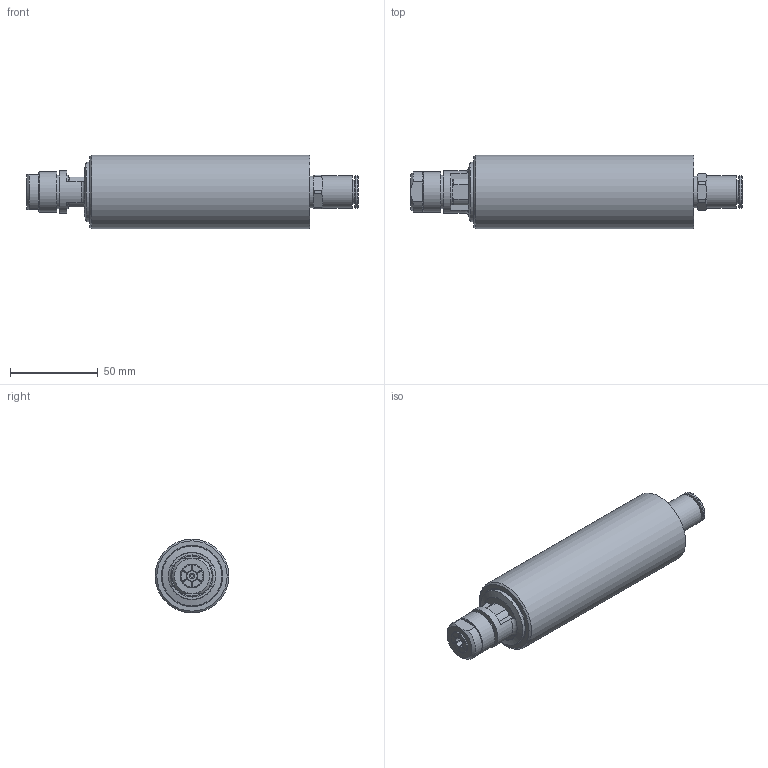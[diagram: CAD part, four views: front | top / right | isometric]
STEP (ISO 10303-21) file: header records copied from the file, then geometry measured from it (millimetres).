
FILE_DESCRIPTION(/* description */ (''),/* implementation_level */ '2;1');
FILE_NAME(/* name */ 'PGAS 4-220 RS_P60066165.stp',/* time_stamp */ '2022-04-13T11:02:33+02:00',/* author */ ('IBasyouni'),/* organization */ (''),/* preprocessor_version */ 'ST-DEVELOPER v18.1',/* originating_system */ 'Autodesk Inventor 2021',/* authorisation */ '');
FILE_SCHEMA (('AUTOMOTIVE_DESIGN { 1 0 10303 214 3 1 1 }'));
Length unit declared in the file: millimetre
Products named in the file (1): PGAS 4-220 RS_P60066165
Bounding box: 188.89 x 42 x 42 mm (x, y, z)
Volume: 190673.5 mm3; surface area: 30121.1 mm2
Topology: 1 solids, 1 shells, 253 faces, 671 edges, 421 vertices
Faces by surface type: plane 113, cone 74, cylinder 64, torus 2
Full cylindrical faces by diameter (mm): 1.6 x1, 3 x2, 6 x1, 11 x1, 11.98 x1, 12 x1, 12.2 x1, 13.2 x2, 18 x1, 18.5 x2, 19 x3, 19.5 x1, 23 x1, 24 x1, 34 x1, 34.917 x1, 36 x1, 36.1 x1, 42 x1
Entity records: 8196 total; most frequent: CARTESIAN_POINT 1760, ORIENTED_EDGE 1340, DIRECTION 1300, EDGE_CURVE 670, AXIS2_PLACEMENT_3D 531, VERTEX_POINT 421, CIRCLE 277, EDGE_LOOP 275
